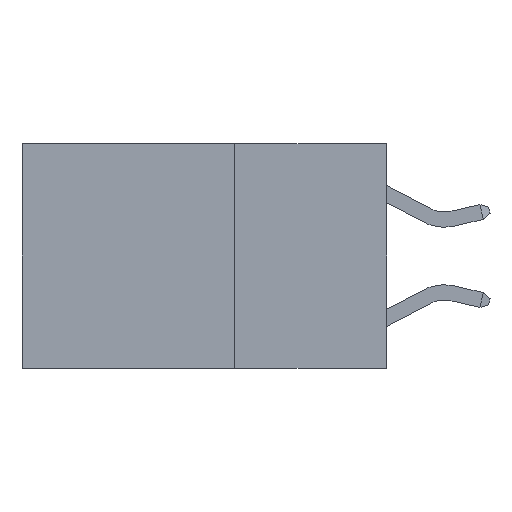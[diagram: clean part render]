
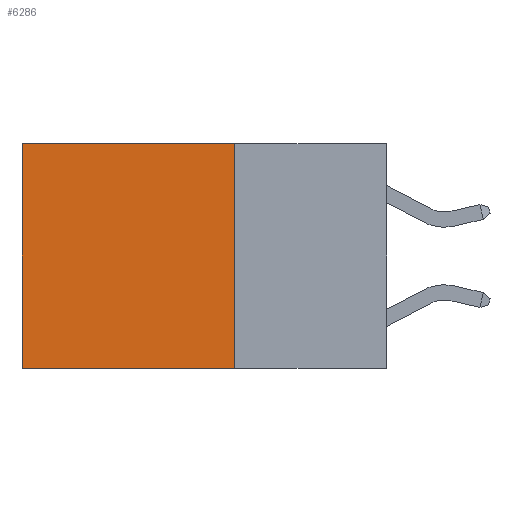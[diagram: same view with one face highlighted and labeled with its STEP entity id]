
A CAD part, left-side view. The second image highlights one B-rep face of the part: STEP entity #6286.
In plain terms, the highlighted planar face has unit normal (-1, 0, 0).
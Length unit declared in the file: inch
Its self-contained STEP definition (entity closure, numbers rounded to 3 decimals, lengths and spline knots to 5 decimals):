
#1068 = CARTESIAN_POINT ( 'NONE',  ( 0.2625, 0.6, -0.37 ) ) ;
#1261 = DIRECTION ( 'NONE',  ( 0., 0., -1. ) ) ;
#1361 = VERTEX_POINT ( 'NONE', #13724 ) ;
#3080 = CARTESIAN_POINT ( 'NONE',  ( 0.2625, 0.25, 0. ) ) ;
#3250 = VERTEX_POINT ( 'NONE', #1068 ) ;
#3332 = CARTESIAN_POINT ( 'NONE',  ( 0.2625, 0.25, 0. ) ) ;
#4012 = ORIENTED_EDGE ( 'NONE', *, *, #15473, .T. ) ;
#4197 = DIRECTION ( 'NONE',  ( 0., 1., 0. ) ) ;
#4225 = AXIS2_PLACEMENT_3D ( 'NONE', #3332, #15383, #18926 ) ;
#5176 = EDGE_LOOP ( 'NONE', ( #5392, #16786, #16299, #4012 ) ) ;
#5392 = ORIENTED_EDGE ( 'NONE', *, *, #13531, .T. ) ;
#6286 = ADVANCED_FACE ( 'NONE', ( #17114 ), #13910, .F. ) ;
#6372 = VECTOR ( 'NONE', #4197, 39.37008 ) ;
#8442 = LINE ( 'NONE', #3080, #18465 ) ;
#8553 = DIRECTION ( 'NONE',  ( 0., 1., 0. ) ) ;
#9231 = VECTOR ( 'NONE', #1261, 39.37008 ) ;
#9309 = EDGE_CURVE ( 'NONE', #10433, #20085, #16874, .T. ) ;
#10148 = CARTESIAN_POINT ( 'NONE',  ( 0.2625, 0.25, 0. ) ) ;
#10409 = CARTESIAN_POINT ( 'NONE',  ( 0.2625, 0.25, -0.37 ) ) ;
#10433 = VERTEX_POINT ( 'NONE', #20548 ) ;
#13531 = EDGE_CURVE ( 'NONE', #1361, #3250, #22054, .T. ) ;
#13724 = CARTESIAN_POINT ( 'NONE',  ( 0.2625, 0.6, 0. ) ) ;
#13910 = PLANE ( 'NONE',  #4225 ) ;
#14775 = LINE ( 'NONE', #16156, #6372 ) ;
#15383 = DIRECTION ( 'NONE',  ( 1., 0., 0. ) ) ;
#15473 = EDGE_CURVE ( 'NONE', #10433, #1361, #8442, .T. ) ;
#15570 = VECTOR ( 'NONE', #21727, 39.37008 ) ;
#16156 = CARTESIAN_POINT ( 'NONE',  ( 0.2625, 0.25, -0.37 ) ) ;
#16299 = ORIENTED_EDGE ( 'NONE', *, *, #9309, .F. ) ;
#16786 = ORIENTED_EDGE ( 'NONE', *, *, #21248, .F. ) ;
#16874 = LINE ( 'NONE', #10148, #9231 ) ;
#17114 = FACE_OUTER_BOUND ( 'NONE', #5176, .T. ) ;
#18465 = VECTOR ( 'NONE', #8553, 39.37008 ) ;
#18926 = DIRECTION ( 'NONE',  ( 0., 0., -1. ) ) ;
#20085 = VERTEX_POINT ( 'NONE', #10409 ) ;
#20233 = CARTESIAN_POINT ( 'NONE',  ( 0.2625, 0.6, 0. ) ) ;
#20548 = CARTESIAN_POINT ( 'NONE',  ( 0.2625, 0.25, 0. ) ) ;
#21248 = EDGE_CURVE ( 'NONE', #20085, #3250, #14775, .T. ) ;
#21727 = DIRECTION ( 'NONE',  ( 0., 0., -1. ) ) ;
#22054 = LINE ( 'NONE', #20233, #15570 ) ;
